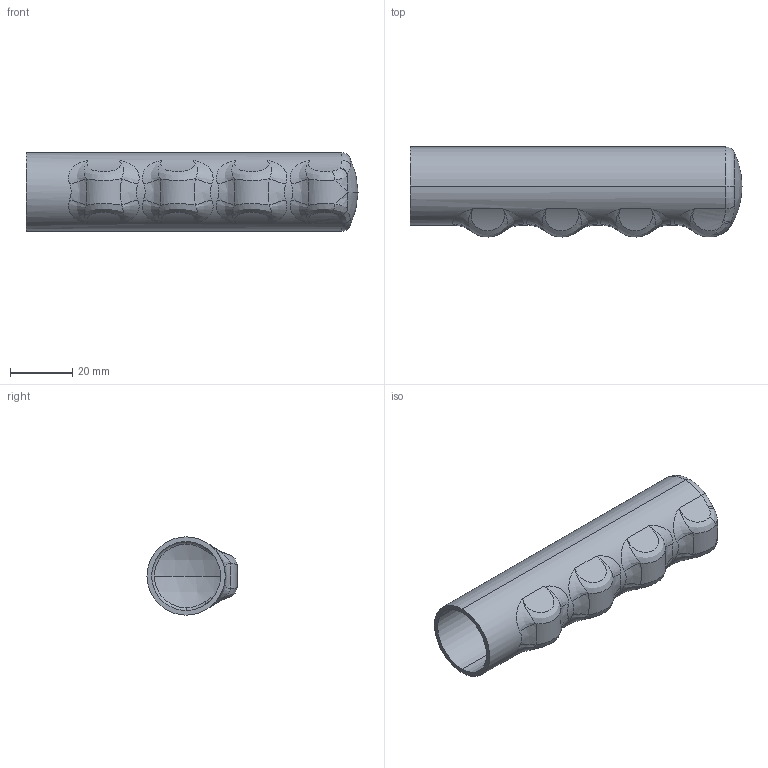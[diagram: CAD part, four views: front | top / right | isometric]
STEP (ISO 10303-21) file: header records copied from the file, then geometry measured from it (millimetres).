
FILE_DESCRIPTION (( 'STEP AP203' ), '1' );
FILE_NAME ('GH-GR-B12.STEP', '2023-02-21T08:52:37', ( '' ), ( '' ), 'SwSTEP 2.0', 'SolidWorks 2016', '' );
FILE_SCHEMA (( 'CONFIG_CONTROL_DESIGN' ));
Length unit declared in the file: millimetre
Products named in the file (1): GH-GR-B12
Bounding box: 106.91 x 29 x 25.2 mm (x, y, z)
Volume: 12809.4 mm3; surface area: 17193.6 mm2
Topology: 1 solids, 1 shells, 111 faces, 269 edges, 137 vertices
Faces by surface type: bspline 72, cylinder 28, torus 6, sphere 4, plane 1
Entity records: 10112 total; most frequent: CARTESIAN_POINT 8185, ORIENTED_EDGE 478, EDGE_CURVE 239, DIRECTION 236, B_SPLINE_CURVE_WITH_KNOTS 151, VERTEX_POINT 137, EDGE_LOOP 118, FACE_OUTER_BOUND 111
